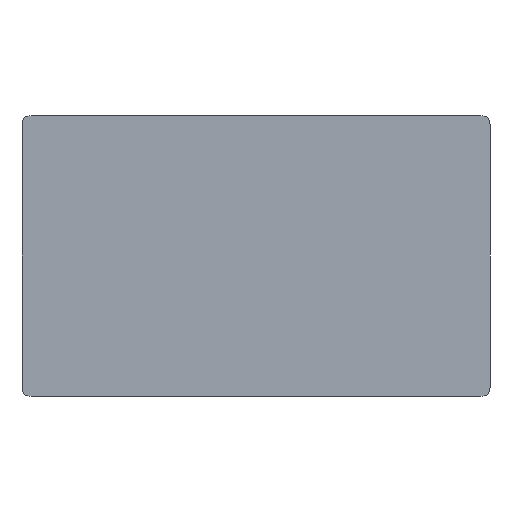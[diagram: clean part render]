
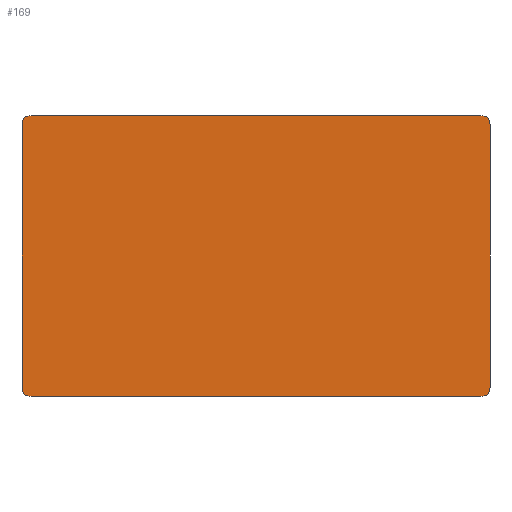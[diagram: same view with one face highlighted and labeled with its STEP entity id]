
A CAD part, front view. The second image highlights one B-rep face of the part: STEP entity #169.
In plain terms, the highlighted free-form (B-spline) face has degree [1, 1] with [2, 2] control points.
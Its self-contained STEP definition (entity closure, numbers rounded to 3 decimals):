
#58=ORIENTED_EDGE('trim curve',*,*,#92,.F.);
#59=ORIENTED_EDGE('trim curve',*,*,#104,.F.);
#60=ORIENTED_EDGE('trim curve',*,*,#87,.T.);
#61=ORIENTED_EDGE('trim curve',*,*,#102,.T.);
#62=ORIENTED_EDGE('trim curve',*,*,#95,.T.);
#63=ORIENTED_EDGE('trim curve',*,*,#103,.F.);
#64=ORIENTED_EDGE('trim curve',*,*,#82,.F.);
#65=ORIENTED_EDGE('trim curve',*,*,#105,.T.);
#66=VERTEX_POINT('Trimming Point',#181);
#67=VERTEX_POINT('Trimming Point',#182);
#70=VERTEX_POINT('Trimming Point',#202);
#72=VERTEX_POINT('Trimming Point',#206);
#76=VERTEX_POINT('Trimming Point',#233);
#77=VERTEX_POINT('Trimming Point',#235);
#78=VERTEX_POINT('Trimming Point',#244);
#80=VERTEX_POINT('Trimming Point',#248);
#82=EDGE_CURVE('Edge Curve',#66,#67,#106,.T.);
#87=EDGE_CURVE('Edge Curve',#72,#70,#111,.T.);
#92=EDGE_CURVE('Edge Curve',#76,#77,#116,.T.);
#95=EDGE_CURVE('Edge Curve',#80,#78,#119,.T.);
#102=EDGE_CURVE('Edge Curve',#70,#80,#126,.T.);
#103=EDGE_CURVE('Edge Curve',#67,#78,#127,.T.);
#104=EDGE_CURVE('Edge Curve',#72,#76,#128,.T.);
#105=EDGE_CURVE('Edge Curve',#66,#77,#129,.T.);
#106=(
BOUNDED_CURVE()
B_SPLINE_CURVE(1,(#181,#182),.UNSPECIFIED.,.U.,.U.)
B_SPLINE_CURVE_WITH_KNOTS((2,2),(0.032,0.968),.UNSPECIFIED.)
CURVE()
GEOMETRIC_REPRESENTATION_ITEM()
RATIONAL_B_SPLINE_CURVE((1.,1.))
REPRESENTATION_ITEM('node')
);
#111=(
BOUNDED_CURVE()
B_SPLINE_CURVE(1,(#206,#207),.UNSPECIFIED.,.U.,.U.)
B_SPLINE_CURVE_WITH_KNOTS((2,2),(0.,0.936),.UNSPECIFIED.)
CURVE()
GEOMETRIC_REPRESENTATION_ITEM()
RATIONAL_B_SPLINE_CURVE((1.,1.))
REPRESENTATION_ITEM('node')
);
#116=(
BOUNDED_CURVE()
B_SPLINE_CURVE(1,(#234,#235),.UNSPECIFIED.,.U.,.U.)
B_SPLINE_CURVE_WITH_KNOTS((2,2),(0.021,0.979),.UNSPECIFIED.)
CURVE()
GEOMETRIC_REPRESENTATION_ITEM()
RATIONAL_B_SPLINE_CURVE((1.,1.))
REPRESENTATION_ITEM('node')
);
#119=(
BOUNDED_CURVE()
B_SPLINE_CURVE(1,(#248,#249),.UNSPECIFIED.,.U.,.U.)
B_SPLINE_CURVE_WITH_KNOTS((2,2),(0.,0.958),.UNSPECIFIED.)
CURVE()
GEOMETRIC_REPRESENTATION_ITEM()
RATIONAL_B_SPLINE_CURVE((1.,1.))
REPRESENTATION_ITEM('node')
);
#126=(
BOUNDED_CURVE()
B_SPLINE_CURVE(6,(#481,#482,#483,#484,#485,#486,#487),.UNSPECIFIED.,.U.,
 .U.)
B_SPLINE_CURVE_WITH_KNOTS((7,7),(0.,1.),.UNSPECIFIED.)
CURVE()
GEOMETRIC_REPRESENTATION_ITEM()
RATIONAL_B_SPLINE_CURVE((1.,0.902,0.844,0.824,
0.844,0.902,1.))
REPRESENTATION_ITEM('node')
);
#127=(
BOUNDED_CURVE()
B_SPLINE_CURVE(6,(#502,#503,#504,#505,#506,#507,#508),.UNSPECIFIED.,.U.,
 .U.)
B_SPLINE_CURVE_WITH_KNOTS((7,7),(0.,1.),.UNSPECIFIED.)
CURVE()
GEOMETRIC_REPRESENTATION_ITEM()
RATIONAL_B_SPLINE_CURVE((1.,0.902,0.844,0.824,
0.844,0.902,1.))
REPRESENTATION_ITEM('node')
);
#128=(
BOUNDED_CURVE()
B_SPLINE_CURVE(6,(#523,#524,#525,#526,#527,#528,#529),.UNSPECIFIED.,.U.,
 .U.)
B_SPLINE_CURVE_WITH_KNOTS((7,7),(0.,1.),.UNSPECIFIED.)
CURVE()
GEOMETRIC_REPRESENTATION_ITEM()
RATIONAL_B_SPLINE_CURVE((1.,0.902,0.844,0.824,
0.844,0.902,1.))
REPRESENTATION_ITEM('node')
);
#129=(
BOUNDED_CURVE()
B_SPLINE_CURVE(6,(#544,#545,#546,#547,#548,#549,#550),.UNSPECIFIED.,.U.,
 .U.)
B_SPLINE_CURVE_WITH_KNOTS((7,7),(0.,1.),.UNSPECIFIED.)
CURVE()
GEOMETRIC_REPRESENTATION_ITEM()
RATIONAL_B_SPLINE_CURVE((1.,0.902,0.844,0.824,
0.844,0.902,1.))
REPRESENTATION_ITEM('node')
);
#139=EDGE_LOOP('trim boundary',(#58,#59,#60,#61,#62,#63,#64,#65));
#149=FACE_OUTER_BOUND('Boundary Edges',#139,.T.);
#159=(
BOUNDED_SURFACE()
B_SPLINE_SURFACE(1,1,((#551,#552),(#553,#554)),.UNSPECIFIED.,.U.,.U.,.U.)
B_SPLINE_SURFACE_WITH_KNOTS((2,2),(2,2),(0.385,0.615),
(0.309,0.691),.UNSPECIFIED.)
GEOMETRIC_REPRESENTATION_ITEM()
RATIONAL_B_SPLINE_SURFACE(((1.,1.),(1.,1.)))
REPRESENTATION_ITEM('trim region')
SURFACE()
);
#169=ADVANCED_FACE('trim region',(#149),#159,.T.);
#181=CARTESIAN_POINT('CVs',(-274.814,-67.,-30.115));
#182=CARTESIAN_POINT('CVs',(-274.814,-67.,277.715));
#202=CARTESIAN_POINT('CVs',(274.814,-67.,277.715));
#206=CARTESIAN_POINT('CVs',(274.814,-67.,-30.115));
#207=CARTESIAN_POINT('CVs',(274.814,-67.,277.715));
#233=CARTESIAN_POINT('CVs',(264.214,-67.,-40.715));
#234=CARTESIAN_POINT('CVs',(264.214,-67.,-40.715));
#235=CARTESIAN_POINT('CVs',(-264.214,-67.,-40.715));
#244=CARTESIAN_POINT('CVs',(-264.214,-67.,288.315));
#248=CARTESIAN_POINT('CVs',(264.214,-67.,288.315));
#249=CARTESIAN_POINT('CVs',(-264.214,-67.,288.315));
#481=CARTESIAN_POINT('CVs',(274.814,-67.,277.715));
#482=CARTESIAN_POINT('CVs',(274.814,-67.,280.484));
#483=CARTESIAN_POINT('CVs',(274.814,-67.,283.29));
#484=CARTESIAN_POINT('CVs',(273.558,-67.,287.059));
#485=CARTESIAN_POINT('CVs',(269.789,-67.,288.315));
#486=CARTESIAN_POINT('CVs',(266.983,-67.,288.315));
#487=CARTESIAN_POINT('CVs',(264.214,-67.,288.315));
#502=CARTESIAN_POINT('CVs',(-274.814,-67.,277.715));
#503=CARTESIAN_POINT('CVs',(-274.814,-67.,280.484));
#504=CARTESIAN_POINT('CVs',(-274.814,-67.,283.29));
#505=CARTESIAN_POINT('CVs',(-273.558,-67.,287.059));
#506=CARTESIAN_POINT('CVs',(-269.789,-67.,288.315));
#507=CARTESIAN_POINT('CVs',(-266.983,-67.,288.315));
#508=CARTESIAN_POINT('CVs',(-264.214,-67.,288.315));
#523=CARTESIAN_POINT('CVs',(274.814,-67.,-30.115));
#524=CARTESIAN_POINT('CVs',(274.814,-67.,-32.884));
#525=CARTESIAN_POINT('CVs',(274.814,-67.,-35.69));
#526=CARTESIAN_POINT('CVs',(273.558,-67.,-39.459));
#527=CARTESIAN_POINT('CVs',(269.789,-67.,-40.715));
#528=CARTESIAN_POINT('CVs',(266.983,-67.,-40.715));
#529=CARTESIAN_POINT('CVs',(264.214,-67.,-40.715));
#544=CARTESIAN_POINT('CVs',(-274.814,-67.,-30.115));
#545=CARTESIAN_POINT('CVs',(-274.814,-67.,-32.884));
#546=CARTESIAN_POINT('CVs',(-274.814,-67.,-35.69));
#547=CARTESIAN_POINT('CVs',(-273.558,-67.,-39.459));
#548=CARTESIAN_POINT('CVs',(-269.789,-67.,-40.715));
#549=CARTESIAN_POINT('CVs',(-266.983,-67.,-40.715));
#550=CARTESIAN_POINT('CVs',(-264.214,-67.,-40.715));
#551=CARTESIAN_POINT('CVs',(-277.562,-67.,289.96));
#552=CARTESIAN_POINT('CVs',(277.562,-67.,289.96));
#553=CARTESIAN_POINT('CVs',(-277.562,-67.,-42.36));
#554=CARTESIAN_POINT('CVs',(277.562,-67.,-42.36));
